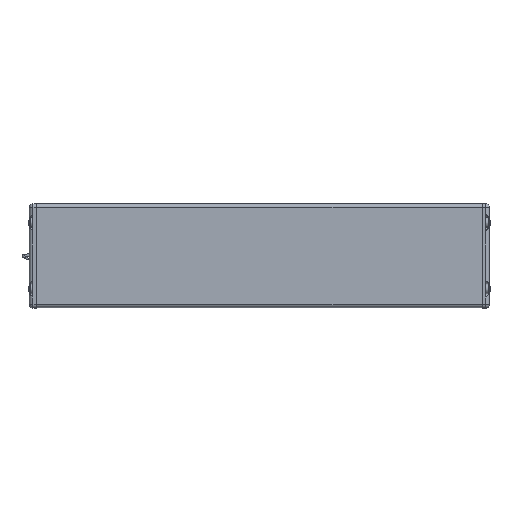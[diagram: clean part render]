
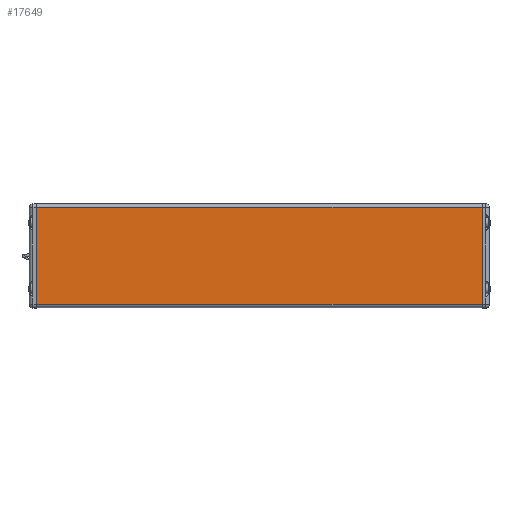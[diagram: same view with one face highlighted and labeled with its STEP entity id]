
A CAD part, top view. The second image highlights one B-rep face of the part: STEP entity #17649.
In plain terms, the highlighted planar face has unit normal (0, 0, 1).
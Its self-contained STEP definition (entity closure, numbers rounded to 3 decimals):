
#2621=ORIENTED_EDGE('',*,*,#5852,.F.);
#2622=ORIENTED_EDGE('',*,*,#5948,.F.);
#2623=ORIENTED_EDGE('',*,*,#5949,.T.);
#2624=ORIENTED_EDGE('',*,*,#5950,.T.);
#5852=EDGE_CURVE('',#7513,#7514,#8602,.T.);
#5948=EDGE_CURVE('',#7561,#7513,#8665,.T.);
#5949=EDGE_CURVE('',#7561,#7562,#8666,.T.);
#5950=EDGE_CURVE('',#7562,#7514,#8667,.T.);
#7513=VERTEX_POINT('',#25639);
#7514=VERTEX_POINT('',#25641);
#7561=VERTEX_POINT('',#25832);
#7562=VERTEX_POINT('',#25836);
#8602=LINE('',#25640,#9633);
#8665=LINE('',#25833,#9696);
#8666=LINE('',#25835,#9697);
#8667=LINE('',#25837,#9698);
#9633=VECTOR('',#21242,1000.);
#9696=VECTOR('',#21469,1000.);
#9697=VECTOR('',#21472,1000.);
#9698=VECTOR('',#21473,1000.);
#10310=EDGE_LOOP('',(#2621,#2622,#2623,#2624));
#11186=FACE_BOUND('',#10310,.T.);
#11978=PLANE('',#18747);
#17649=ADVANCED_FACE('',(#11186),#11978,.T.);
#18747=AXIS2_PLACEMENT_3D('',#25834,#21470,#21471);
#21242=DIRECTION('',(0.,1.,0.));
#21469=DIRECTION('',(-1.,0.,0.));
#21470=DIRECTION('',(0.,0.,1.));
#21471=DIRECTION('',(1.,0.,0.));
#21472=DIRECTION('',(0.,1.,0.));
#21473=DIRECTION('',(-1.,0.,0.));
#25639=CARTESIAN_POINT('',(4.,1.995,29.895));
#25640=CARTESIAN_POINT('',(4.,1.995,29.895));
#25641=CARTESIAN_POINT('',(4.,57.607,29.895));
#25832=CARTESIAN_POINT('',(260.,1.995,29.895));
#25833=CARTESIAN_POINT('',(260.,1.995,29.895));
#25834=CARTESIAN_POINT('',(260.,1.995,29.895));
#25835=CARTESIAN_POINT('',(260.,1.995,29.895));
#25836=CARTESIAN_POINT('',(260.,57.607,29.895));
#25837=CARTESIAN_POINT('',(260.,57.607,29.895));
